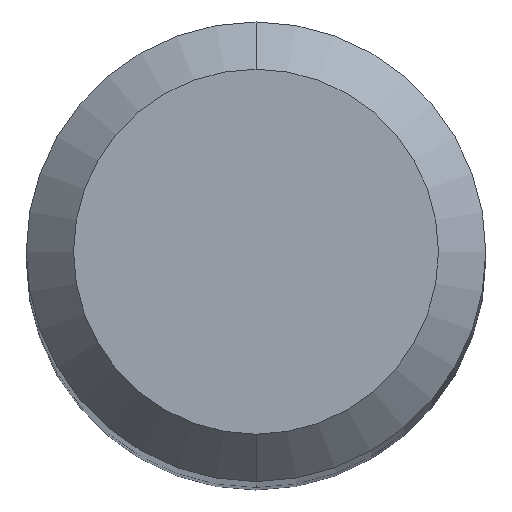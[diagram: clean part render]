
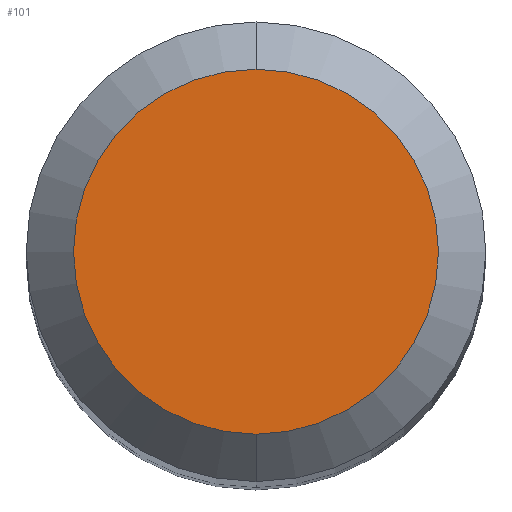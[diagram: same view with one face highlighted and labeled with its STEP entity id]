
A CAD part, top view. The second image highlights one B-rep face of the part: STEP entity #101.
In plain terms, the highlighted planar face has unit normal (0, 0, 1).
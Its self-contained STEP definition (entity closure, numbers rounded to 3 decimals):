
#2 = CARTESIAN_POINT ( 'NONE',  ( 0., 0., 74. ) ) ;
#11 = DIRECTION ( 'NONE',  ( 0., 0., -1. ) ) ;
#13 = AXIS2_PLACEMENT_3D ( 'NONE', #215, #11, #67 ) ;
#18 = DIRECTION ( 'NONE',  ( 0., 1., 0. ) ) ;
#67 = DIRECTION ( 'NONE',  ( 0., 1., 0. ) ) ;
#84 = CARTESIAN_POINT ( 'NONE',  ( 0., 0., 74. ) ) ;
#88 = AXIS2_PLACEMENT_3D ( 'NONE', #84, #109, #18 ) ;
#101 = ADVANCED_FACE ( 'NONE', ( #112 ), #126, .F. ) ;
#109 = DIRECTION ( 'NONE',  ( 0., 0., -1. ) ) ;
#112 = FACE_OUTER_BOUND ( 'NONE', #122, .T. ) ;
#122 = EDGE_LOOP ( 'NONE', ( #236, #125 ) ) ;
#125 = ORIENTED_EDGE ( 'NONE', *, *, #317, .F. ) ;
#126 = PLANE ( 'NONE',  #13 ) ;
#130 = DIRECTION ( 'NONE',  ( 0., 0., -1. ) ) ;
#140 = CIRCLE ( 'NONE', #88, 2.7 ) ;
#170 = AXIS2_PLACEMENT_3D ( 'NONE', #2, #130, #313 ) ;
#179 = EDGE_CURVE ( 'NONE', #270, #205, #140, .T. ) ;
#205 = VERTEX_POINT ( 'NONE', #326 ) ;
#206 = CARTESIAN_POINT ( 'NONE',  ( 0., 2.7, 74. ) ) ;
#215 = CARTESIAN_POINT ( 'NONE',  ( 0., 0., 74. ) ) ;
#224 = CIRCLE ( 'NONE', #170, 2.7 ) ;
#236 = ORIENTED_EDGE ( 'NONE', *, *, #179, .F. ) ;
#270 = VERTEX_POINT ( 'NONE', #206 ) ;
#313 = DIRECTION ( 'NONE',  ( 0., 1., 0. ) ) ;
#317 = EDGE_CURVE ( 'NONE', #205, #270, #224, .T. ) ;
#326 = CARTESIAN_POINT ( 'NONE',  ( 0., -2.7, 74. ) ) ;
